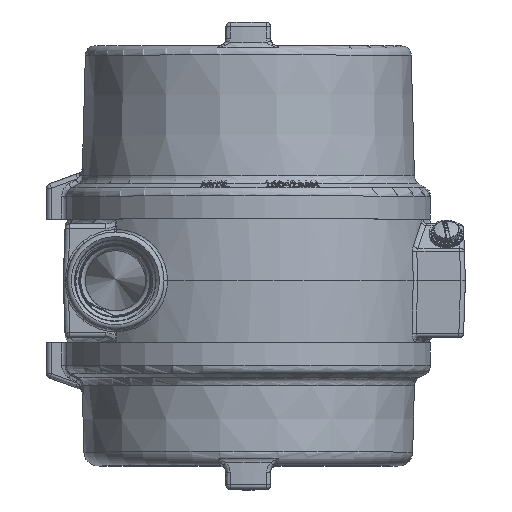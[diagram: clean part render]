
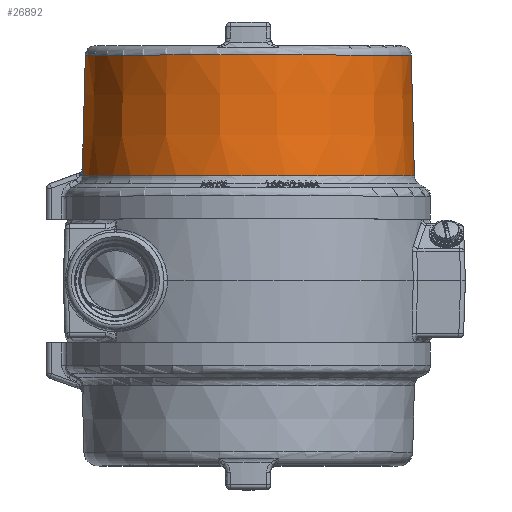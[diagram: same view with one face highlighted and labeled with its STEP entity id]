
A CAD part, top view. The second image highlights one B-rep face of the part: STEP entity #26892.
In plain terms, the highlighted conical face has half-angle 1.5 degrees and reference radius 55.034 mm.
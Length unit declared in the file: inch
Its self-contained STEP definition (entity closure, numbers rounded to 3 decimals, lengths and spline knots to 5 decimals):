
#776=CONICAL_SURFACE('',#29208,2.16669,0.026);
#2259=LINE('',#82334,#3794);
#3794=VECTOR('',#34625,2.16669);
#6073=FACE_OUTER_BOUND('',#7723,.T.);
#7723=EDGE_LOOP('',(#24140,#24141,#24142,#24143,#24144,#24145,#24146,#24147,
#24148,#24149));
#8709=CIRCLE('',#29209,2.14588);
#8710=CIRCLE('',#29210,2.14588);
#8711=CIRCLE('',#29211,2.14588);
#8712=CIRCLE('',#29212,2.1875);
#8713=CIRCLE('',#29213,2.1875);
#10071=B_SPLINE_CURVE_WITH_KNOTS('',3,(#82171,#82172,#82173,#82174),
 .UNSPECIFIED.,.F.,.F.,(4,4),(-0.24765,0.),.UNSPECIFIED.);
#10073=B_SPLINE_CURVE_WITH_KNOTS('',3,(#82242,#82243,#82244,#82245),
 .UNSPECIFIED.,.F.,.F.,(4,4),(-4.19349,-3.94583),
 .UNSPECIFIED.);
#10075=B_SPLINE_CURVE_WITH_KNOTS('',3,(#82317,#82318,#82319,#82320),
 .UNSPECIFIED.,.F.,.F.,(4,4),(-1.11781,0.15482),
 .UNSPECIFIED.);
#12577=VERTEX_POINT('',#81801);
#12586=VERTEX_POINT('',#81941);
#12592=VERTEX_POINT('',#82052);
#12596=VERTEX_POINT('',#82148);
#12597=VERTEX_POINT('',#82327);
#12598=VERTEX_POINT('',#82328);
#12599=VERTEX_POINT('',#82330);
#12600=VERTEX_POINT('',#82333);
#16507=EDGE_CURVE('',#12592,#12596,#10071,.T.);
#16510=EDGE_CURVE('',#12586,#12577,#10073,.T.);
#16513=EDGE_CURVE('',#12577,#12592,#10075,.T.);
#16515=EDGE_CURVE('',#12597,#12598,#8709,.T.);
#16516=EDGE_CURVE('',#12599,#12597,#8710,.T.);
#16517=EDGE_CURVE('',#12598,#12599,#8711,.T.);
#16518=EDGE_CURVE('',#12598,#12600,#2259,.T.);
#16519=EDGE_CURVE('',#12600,#12596,#8712,.T.);
#16520=EDGE_CURVE('',#12586,#12600,#8713,.T.);
#24140=ORIENTED_EDGE('',*,*,#16515,.F.);
#24141=ORIENTED_EDGE('',*,*,#16516,.F.);
#24142=ORIENTED_EDGE('',*,*,#16517,.F.);
#24143=ORIENTED_EDGE('',*,*,#16518,.T.);
#24144=ORIENTED_EDGE('',*,*,#16519,.T.);
#24145=ORIENTED_EDGE('',*,*,#16507,.F.);
#24146=ORIENTED_EDGE('',*,*,#16513,.F.);
#24147=ORIENTED_EDGE('',*,*,#16510,.F.);
#24148=ORIENTED_EDGE('',*,*,#16520,.T.);
#24149=ORIENTED_EDGE('',*,*,#16518,.F.);
#26892=ADVANCED_FACE('',(#6073),#776,.T.);
#29208=AXIS2_PLACEMENT_3D('',#82326,#34617,#34618);
#29209=AXIS2_PLACEMENT_3D('',#82329,#34619,#34620);
#29210=AXIS2_PLACEMENT_3D('',#82331,#34621,#34622);
#29211=AXIS2_PLACEMENT_3D('',#82332,#34623,#34624);
#29212=AXIS2_PLACEMENT_3D('',#82335,#34626,#34627);
#29213=AXIS2_PLACEMENT_3D('',#82336,#34628,#34629);
#34617=DIRECTION('center_axis',(0.,-1.,0.));
#34618=DIRECTION('ref_axis',(-1.,0.,0.));
#34619=DIRECTION('center_axis',(0.,1.,0.));
#34620=DIRECTION('ref_axis',(1.,0.,0.));
#34621=DIRECTION('center_axis',(0.,1.,0.));
#34622=DIRECTION('ref_axis',(1.,0.,0.));
#34623=DIRECTION('center_axis',(0.,1.,0.));
#34624=DIRECTION('ref_axis',(1.,0.,0.));
#34625=DIRECTION('',(0.026,-1.,0.));
#34626=DIRECTION('center_axis',(0.,1.,0.));
#34627=DIRECTION('ref_axis',(1.,0.,0.));
#34628=DIRECTION('center_axis',(0.,1.,0.));
#34629=DIRECTION('ref_axis',(1.,0.,0.));
#81801=CARTESIAN_POINT('',(-2.17139,0.6987,0.24305));
#81941=CARTESIAN_POINT('',(-2.17395,0.60123,0.24306));
#82052=CARTESIAN_POINT('',(-2.17139,0.6987,-0.24305));
#82148=CARTESIAN_POINT('',(-2.17395,0.60123,-0.24306));
#82171=CARTESIAN_POINT('Ctrl Pts',(-2.17139,0.6987,
-0.24305));
#82172=CARTESIAN_POINT('Ctrl Pts',(-2.17224,0.66621,
-0.24305));
#82173=CARTESIAN_POINT('Ctrl Pts',(-2.1731,0.63372,-0.24306));
#82174=CARTESIAN_POINT('Ctrl Pts',(-2.17395,0.60123,
-0.24306));
#82242=CARTESIAN_POINT('Ctrl Pts',(-2.17395,0.60123,
0.24306));
#82243=CARTESIAN_POINT('Ctrl Pts',(-2.1731,0.63372,0.24306));
#82244=CARTESIAN_POINT('Ctrl Pts',(-2.17224,0.66621,
0.24305));
#82245=CARTESIAN_POINT('Ctrl Pts',(-2.17139,0.6987,
0.24305));
#82317=CARTESIAN_POINT('Ctrl Pts',(-2.17139,0.6987,
0.24305));
#82318=CARTESIAN_POINT('Ctrl Pts',(-2.18945,0.69882,
0.08169));
#82319=CARTESIAN_POINT('Ctrl Pts',(-2.18945,0.69882,
-0.08169));
#82320=CARTESIAN_POINT('Ctrl Pts',(-2.17139,0.6987,
-0.24305));
#82326=CARTESIAN_POINT('Origin',(0.,1.396,0.));
#82327=CARTESIAN_POINT('',(-2.14588,2.19077,0.));
#82328=CARTESIAN_POINT('',(2.14588,2.19077,0.));
#82329=CARTESIAN_POINT('Origin',(0.,2.19077,0.));
#82330=CARTESIAN_POINT('',(0.,2.19077,-2.14588));
#82331=CARTESIAN_POINT('Origin',(0.,2.19077,0.));
#82332=CARTESIAN_POINT('Origin',(0.,2.19077,0.));
#82333=CARTESIAN_POINT('',(2.1875,0.60123,0.));
#82334=CARTESIAN_POINT('',(2.16669,1.396,0.));
#82335=CARTESIAN_POINT('Origin',(0.,0.60123,0.));
#82336=CARTESIAN_POINT('Origin',(0.,0.60123,0.));
